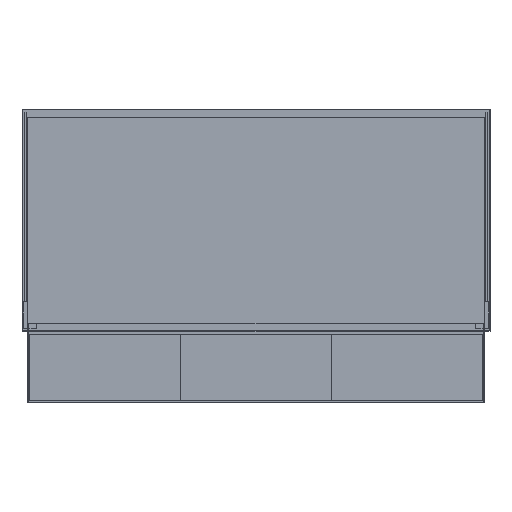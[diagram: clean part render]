
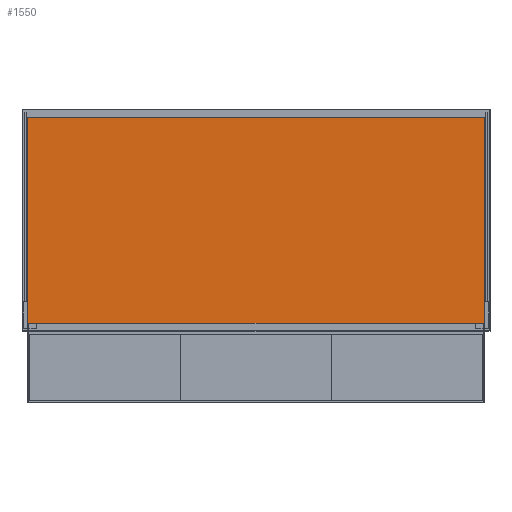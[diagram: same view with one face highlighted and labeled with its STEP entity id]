
A CAD part, front view. The second image highlights one B-rep face of the part: STEP entity #1550.
In plain terms, the highlighted planar face has unit normal (0, -1, 0).
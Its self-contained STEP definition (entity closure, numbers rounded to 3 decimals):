
#258 = DIRECTION ( 'NONE',  ( 0., 1., 0. ) ) ;
#1038 = VERTEX_POINT ( 'NONE', #5492 ) ;
#1550 = ADVANCED_FACE ( 'NONE', ( #4228 ), #1960, .F. ) ;
#1677 = ORIENTED_EDGE ( 'NONE', *, *, #5680, .F. ) ;
#1960 = PLANE ( 'NONE',  #9189 ) ;
#2069 = CARTESIAN_POINT ( 'NONE',  ( 0., 0., 0. ) ) ;
#2626 = VERTEX_POINT ( 'NONE', #9869 ) ;
#2880 = DIRECTION ( 'NONE',  ( 0., 0., 1. ) ) ;
#3205 = ORIENTED_EDGE ( 'NONE', *, *, #6394, .F. ) ;
#4228 = FACE_OUTER_BOUND ( 'NONE', #8845, .T. ) ;
#4592 = CARTESIAN_POINT ( 'NONE',  ( 715., 0., 323. ) ) ;
#4711 = EDGE_CURVE ( 'NONE', #8010, #8296, #9068, .T. ) ;
#4761 = VECTOR ( 'NONE', #6510, 1000. ) ;
#5151 = CARTESIAN_POINT ( 'NONE',  ( -715., 0., -323. ) ) ;
#5492 = CARTESIAN_POINT ( 'NONE',  ( -715., 0., 323. ) ) ;
#5564 = CARTESIAN_POINT ( 'NONE',  ( -715., 0., -323. ) ) ;
#5680 = EDGE_CURVE ( 'NONE', #1038, #8010, #6444, .T. ) ;
#5905 = ORIENTED_EDGE ( 'NONE', *, *, #4711, .F. ) ;
#6162 = DIRECTION ( 'NONE',  ( 0., 0., 1. ) ) ;
#6394 = EDGE_CURVE ( 'NONE', #2626, #1038, #9148, .T. ) ;
#6444 = LINE ( 'NONE', #7398, #4761 ) ;
#6510 = DIRECTION ( 'NONE',  ( 1., 0., 0. ) ) ;
#6562 = DIRECTION ( 'NONE',  ( -1., 0., 0. ) ) ;
#6867 = ORIENTED_EDGE ( 'NONE', *, *, #11193, .F. ) ;
#7064 = CARTESIAN_POINT ( 'NONE',  ( 715., 0., -323. ) ) ;
#7270 = VECTOR ( 'NONE', #10968, 1000. ) ;
#7355 = VECTOR ( 'NONE', #6162, 1000. ) ;
#7398 = CARTESIAN_POINT ( 'NONE',  ( -715., 0., 323. ) ) ;
#8010 = VERTEX_POINT ( 'NONE', #4592 ) ;
#8296 = VERTEX_POINT ( 'NONE', #7064 ) ;
#8368 = VECTOR ( 'NONE', #6562, 1000. ) ;
#8649 = LINE ( 'NONE', #5564, #8368 ) ;
#8845 = EDGE_LOOP ( 'NONE', ( #5905, #1677, #3205, #6867 ) ) ;
#9068 = LINE ( 'NONE', #9258, #7270 ) ;
#9148 = LINE ( 'NONE', #5151, #7355 ) ;
#9189 = AXIS2_PLACEMENT_3D ( 'NONE', #2069, #258, #2880 ) ;
#9258 = CARTESIAN_POINT ( 'NONE',  ( 715., 0., -323. ) ) ;
#9869 = CARTESIAN_POINT ( 'NONE',  ( -715., 0., -323. ) ) ;
#10968 = DIRECTION ( 'NONE',  ( 0., 0., -1. ) ) ;
#11193 = EDGE_CURVE ( 'NONE', #8296, #2626, #8649, .T. ) ;
